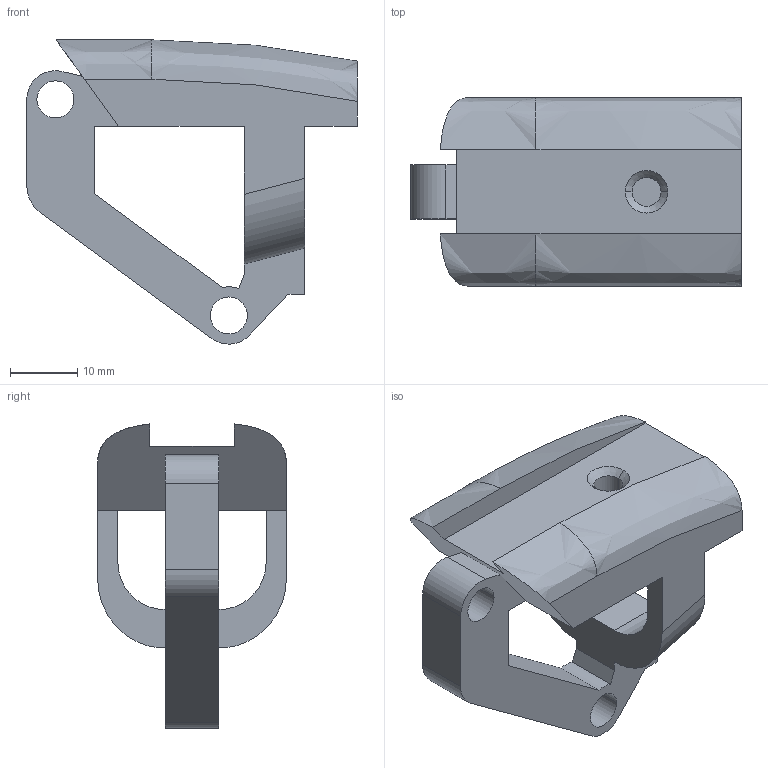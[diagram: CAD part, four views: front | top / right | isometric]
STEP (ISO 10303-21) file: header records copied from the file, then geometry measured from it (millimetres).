
FILE_DESCRIPTION((''),'2;1');
FILE_NAME('GRIFF','2013-04-10T',('Jakob'),(''),'PRO/ENGINEER BY PARAMETRIC TECHNOLOGY CORPORATION, 2011250','PRO/ENGINEER BY PARAMETRIC TECHNOLOGY CORPORATION, 2011250','');
FILE_SCHEMA(('CONFIG_CONTROL_DESIGN'));
Length unit declared in the file: millimetre
Products named in the file (1): GRIFF
Bounding box: 49.02 x 28 x 45.13 mm (x, y, z)
Volume: 16292.9 mm3; surface area: 7197.9 mm2
Topology: 1 solids, 1 shells, 50 faces, 151 edges, 100 vertices
Faces by surface type: plane 30, cylinder 14, bspline 4, cone 2
Entity records: 2097 total; most frequent: CARTESIAN_POINT 699, ORIENTED_EDGE 302, DIRECTION 255, EDGE_CURVE 151, VECTOR 111, LINE 111, VERTEX_POINT 100, AXIS2_PLACEMENT_3D 72
